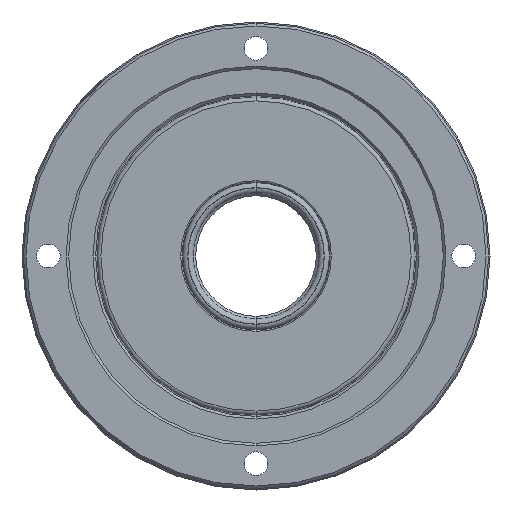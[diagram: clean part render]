
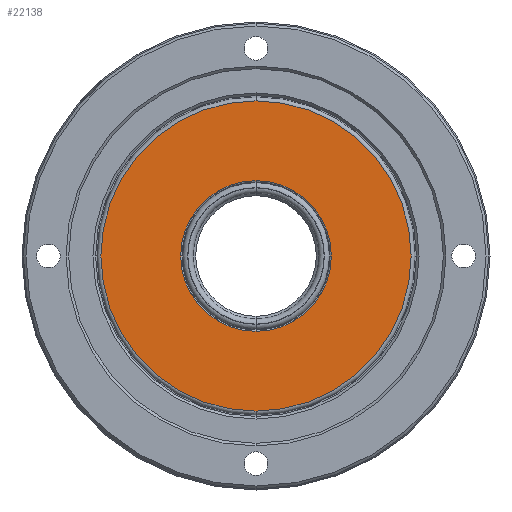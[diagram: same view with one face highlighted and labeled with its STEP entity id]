
A CAD part, front view. The second image highlights one B-rep face of the part: STEP entity #22138.
In plain terms, the highlighted planar face has unit normal (0, -1, 0).
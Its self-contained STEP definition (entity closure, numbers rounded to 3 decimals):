
#422 = AXIS2_PLACEMENT_3D ( 'NONE', #27234, #5948, #30854 ) ;
#1392 = AXIS2_PLACEMENT_3D ( 'NONE', #31512, #10215, #35070 ) ;
#2827 = CIRCLE ( 'NONE', #12998, 28.65 ) ;
#2995 = DIRECTION ( 'NONE',  ( 0., -1., 0. ) ) ;
#3680 = CIRCLE ( 'NONE', #31871, 28.65 ) ;
#4010 = EDGE_CURVE ( 'NONE', #33096, #12039, #17674, .T. ) ;
#5188 = EDGE_LOOP ( 'NONE', ( #5762, #32810 ) ) ;
#5762 = ORIENTED_EDGE ( 'NONE', *, *, #4010, .T. ) ;
#5852 = AXIS2_PLACEMENT_3D ( 'NONE', #24306, #2995, #27875 ) ;
#5948 = DIRECTION ( 'NONE',  ( 0., -1., 0. ) ) ;
#7456 = CARTESIAN_POINT ( 'NONE',  ( 0., 11.641, 0. ) ) ;
#7521 = FACE_OUTER_BOUND ( 'NONE', #5188, .T. ) ;
#10172 = VERTEX_POINT ( 'NONE', #19636 ) ;
#10215 = DIRECTION ( 'NONE',  ( 0., 1., 0. ) ) ;
#10693 = EDGE_LOOP ( 'NONE', ( #10727, #11025 ) ) ;
#10727 = ORIENTED_EDGE ( 'NONE', *, *, #12779, .F. ) ;
#11025 = ORIENTED_EDGE ( 'NONE', *, *, #15571, .F. ) ;
#11054 = DIRECTION ( 'NONE',  ( 0., 0., -1. ) ) ;
#12039 = VERTEX_POINT ( 'NONE', #41682 ) ;
#12779 = EDGE_CURVE ( 'NONE', #15060, #10172, #2827, .T. ) ;
#12998 = AXIS2_PLACEMENT_3D ( 'NONE', #40684, #19389, #44298 ) ;
#15060 = VERTEX_POINT ( 'NONE', #17951 ) ;
#15571 = EDGE_CURVE ( 'NONE', #10172, #15060, #3680, .T. ) ;
#16955 = CARTESIAN_POINT ( 'NONE',  ( 0., 11.641, -59. ) ) ;
#17674 = CIRCLE ( 'NONE', #5852, 59. ) ;
#17951 = CARTESIAN_POINT ( 'NONE',  ( 0., 11.641, -28.65 ) ) ;
#19389 = DIRECTION ( 'NONE',  ( 0., -1., 0. ) ) ;
#19636 = CARTESIAN_POINT ( 'NONE',  ( 0., 11.641, 28.65 ) ) ;
#22138 = ADVANCED_FACE ( 'NONE', ( #26367, #7521 ), #38512, .F. ) ;
#24306 = CARTESIAN_POINT ( 'NONE',  ( 0., 11.641, 0. ) ) ;
#26367 = FACE_BOUND ( 'NONE', #10693, .T. ) ;
#27234 = CARTESIAN_POINT ( 'NONE',  ( 0., 11.641, 0. ) ) ;
#27875 = DIRECTION ( 'NONE',  ( 0., 0., -1. ) ) ;
#28127 = CIRCLE ( 'NONE', #422, 59. ) ;
#30854 = DIRECTION ( 'NONE',  ( 0., 0., -1. ) ) ;
#31512 = CARTESIAN_POINT ( 'NONE',  ( -59., 11.641, 0. ) ) ;
#31871 = AXIS2_PLACEMENT_3D ( 'NONE', #7456, #32329, #11054 ) ;
#32329 = DIRECTION ( 'NONE',  ( 0., -1., 0. ) ) ;
#32810 = ORIENTED_EDGE ( 'NONE', *, *, #41460, .T. ) ;
#33096 = VERTEX_POINT ( 'NONE', #16955 ) ;
#35070 = DIRECTION ( 'NONE',  ( 0., 0., 1. ) ) ;
#38512 = PLANE ( 'NONE',  #1392 ) ;
#40684 = CARTESIAN_POINT ( 'NONE',  ( 0., 11.641, 0. ) ) ;
#41460 = EDGE_CURVE ( 'NONE', #12039, #33096, #28127, .T. ) ;
#41682 = CARTESIAN_POINT ( 'NONE',  ( 0., 11.641, 59. ) ) ;
#44298 = DIRECTION ( 'NONE',  ( 0., 0., -1. ) ) ;
